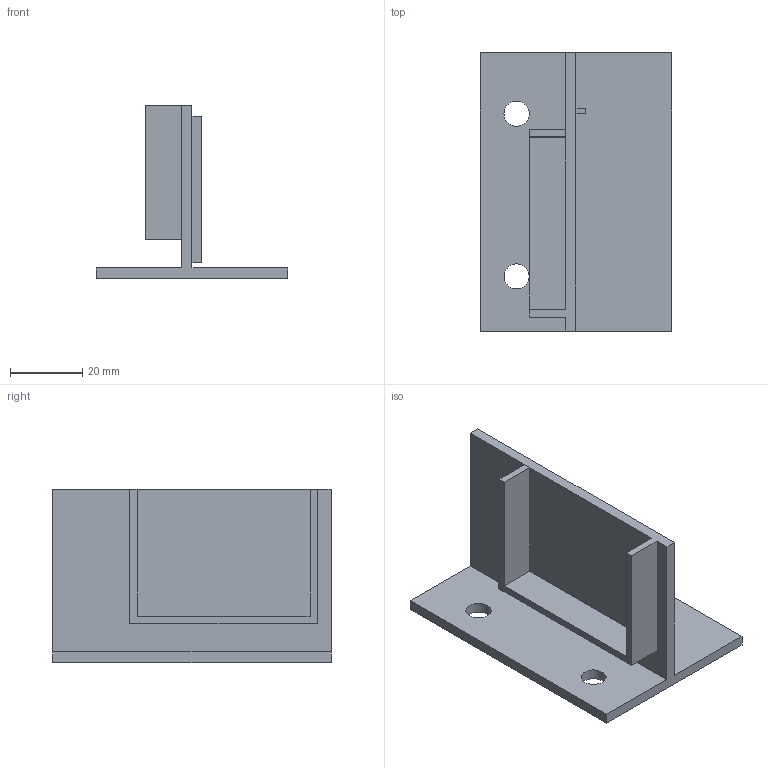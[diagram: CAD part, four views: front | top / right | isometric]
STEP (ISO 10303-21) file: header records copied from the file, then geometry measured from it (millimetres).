
FILE_DESCRIPTION(/* description */ (''),/* implementation_level */ '2;1');
FILE_NAME(/* name */ 'mount v1.step',/* time_stamp */ '2024-04-29T08:49:45-04:00',/* author */ (''),/* organization */ (''),/* preprocessor_version */ 'ST-DEVELOPER v20',/* originating_system */ 'Autodesk Translation Framework v12.20.1.177',/* authorisation */ '');
FILE_SCHEMA (('AUTOMOTIVE_DESIGN { 1 0 10303 214 3 1 1 }'));
Length unit declared in the file: millimetre
Products named in the file (1): mount
Bounding box: 52.86 x 77.04 x 48 mm (x, y, z)
Volume: 24717.3 mm3; surface area: 18792.8 mm2
Topology: 1 solids, 1 shells, 26 faces, 67 edges, 44 vertices
Faces by surface type: plane 24, cylinder 2
Full cylindrical faces by diameter (mm): 6.94 x1, 6.994 x1
Entity records: 820 total; most frequent: CARTESIAN_POINT 138, ORIENTED_EDGE 134, DIRECTION 125, EDGE_CURVE 67, LINE 63, VECTOR 63, VERTEX_POINT 44, EDGE_LOOP 31
